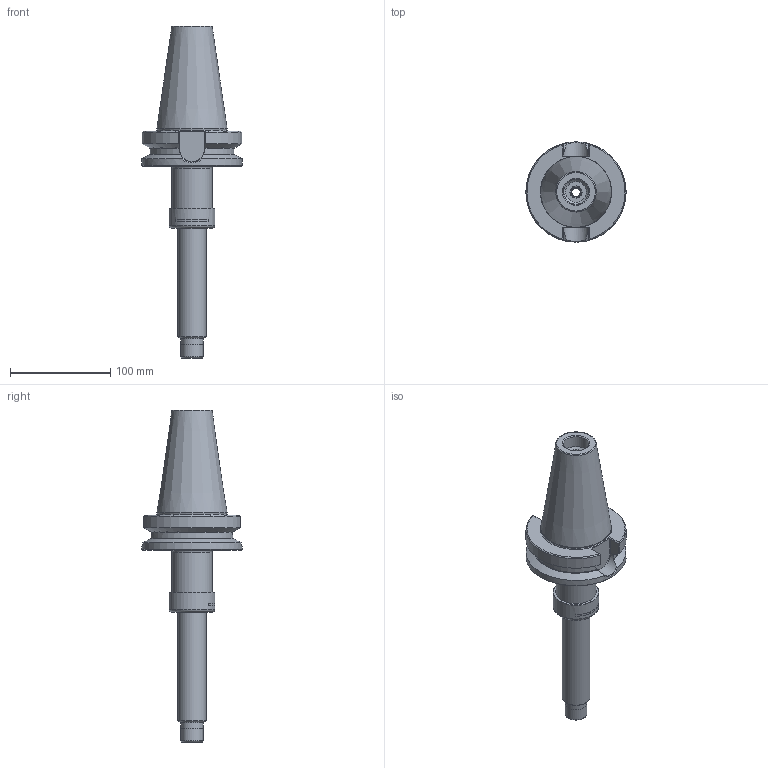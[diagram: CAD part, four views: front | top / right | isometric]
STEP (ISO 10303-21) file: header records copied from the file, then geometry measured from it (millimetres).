
FILE_DESCRIPTION(/* description */ (''),/* implementation_level */ '2;1');
FILE_NAME(/* name */ '885113070.stp',/* time_stamp */ '2023-03-15T12:10:17',/* author */ ('Ratnasingam Jekanthan'),/* organization */ ('REGO-FIX'),/* preprocessor_version */ ' Unknown',/* originating_system */ 'SIEMENS PLM Software Solid Edge ST10',/* authorization */ 'Unknown');
FILE_SCHEMA (('AUTOMOTIVE_DESIGN { 1 0 10303 214 2 1 1}'));
Length unit declared in the file: millimetre
Products named in the file (1): NOCUT
Bounding box: 100 x 100 x 331.3 mm (x, y, z)
Volume: 582383.7 mm3; surface area: 85871.8 mm2
Topology: 1 solids, 3 shells, 133 faces, 307 edges, 189 vertices
Faces by surface type: plane 42, cylinder 34, cone 32, torus 23, bspline 2
Full cylindrical faces by diameter (mm): 8.376 x2, 9 x1, 10 x1, 10.5 x1, 20.752 x2, 22 x2, 23.8 x1, 24.7 x1, 25 x2, 28 x1, 29 x1, 33 x1, 34 x1, 38.376 x1, 40 x1, 40.05 x1, 43.3 x1, 45.65 x1, 100 x1
Entity records: 4391 total; most frequent: CARTESIAN_POINT 783, DIRECTION 568, ORIENTED_EDGE 446, AXIS2_PLACEMENT_3D 252, EDGE_CURVE 223, EDGE_LOOP 214, FACE_BOUND 214, VERTEX_POINT 171
